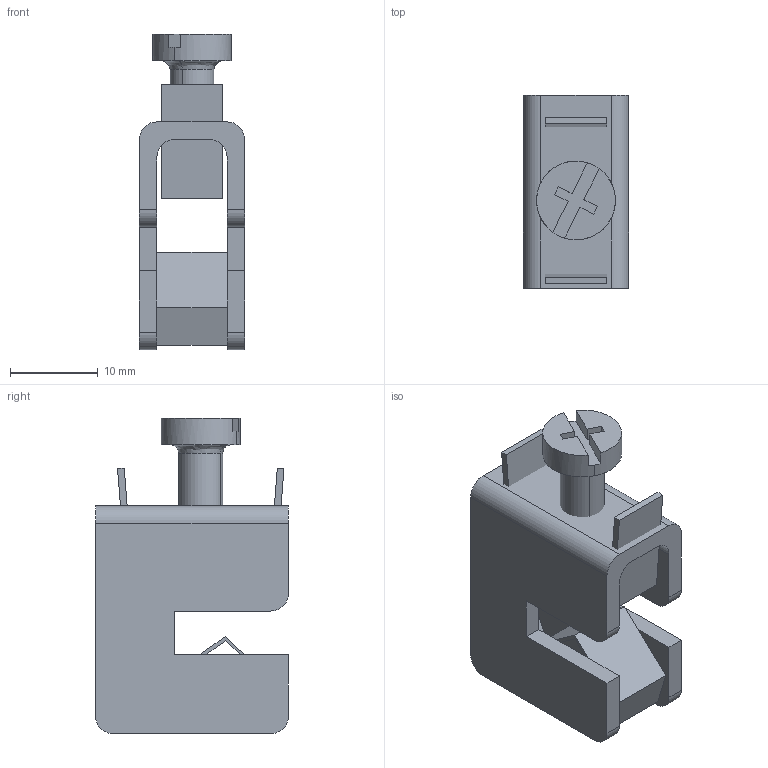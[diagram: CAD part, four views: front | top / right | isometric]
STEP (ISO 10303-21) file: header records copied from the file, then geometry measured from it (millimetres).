
FILE_DESCRIPTION (( 'STEP AP214' ), '1' );
FILE_NAME ('CK-516.STEP', '2017-05-17T13:48:36', ( '' ), ( '' ), 'SwSTEP 2.0', 'SolidWorks 2017', '' );
FILE_SCHEMA (( 'AUTOMOTIVE_DESIGN' ));
Length unit declared in the file: millimetre
Products named in the file (5): CK-516; CK-516_0; 71191000; 71180000; 80024000
Assembly tree (4 placements, depth 3):
  CK-516
    CK-516_0
      71180000
      80024000
      71191000
Bounding box: 12 x 22 x 36 mm (x, y, z)
Volume: 3148.6 mm3; surface area: 4483.8 mm2
Topology: 3 solids, 3 shells, 78 faces, 222 edges, 144 vertices
Faces by surface type: plane 58, cylinder 16, bspline 2, cone 2
Entity records: 3669 total; most frequent: CARTESIAN_POINT 577, ORIENTED_EDGE 444, DIRECTION 424, EDGE_CURVE 222, VECTOR 176, LINE 176, VERTEX_POINT 144, AXIS2_PLACEMENT_3D 124
